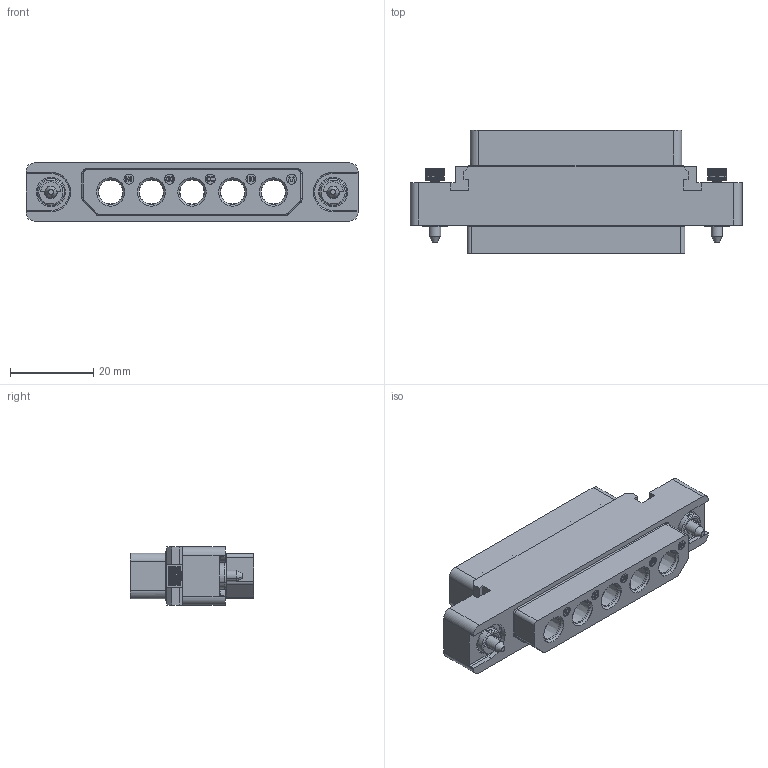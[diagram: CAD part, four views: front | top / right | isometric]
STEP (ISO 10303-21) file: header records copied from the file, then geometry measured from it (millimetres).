
FILE_DESCRIPTION((''),'2;1');
FILE_NAME('1900ND07S1A00A','2019-10-30T',('presta_be4'),(''),'CREO PARAMETRIC BY PTC INC, 2018360','CREO PARAMETRIC BY PTC INC, 2018360','');
FILE_SCHEMA(('CONFIG_CONTROL_DESIGN'));
Products named in the file (1): 1900ND07S1A00A
Bounding box: 80 x 29.75 x 14 mm (x, y, z)
Volume: 14732 mm3; surface area: 12463.2 mm2
Topology: 3 solids, 3 shells, 2038 faces, 5511 edges, 3585 vertices
Faces by surface type: plane 1395, cylinder 369, torus 126, cone 116, extrusion 28, bspline 4
Entity records: 74368 total; most frequent: CARTESIAN_POINT 23331, ORIENTED_EDGE 11014, DIRECTION 9945, EDGE_CURVE 5507, VECTOR 4009, LINE 3981, VERTEX_POINT 3585, AXIS2_PLACEMENT_3D 2968
